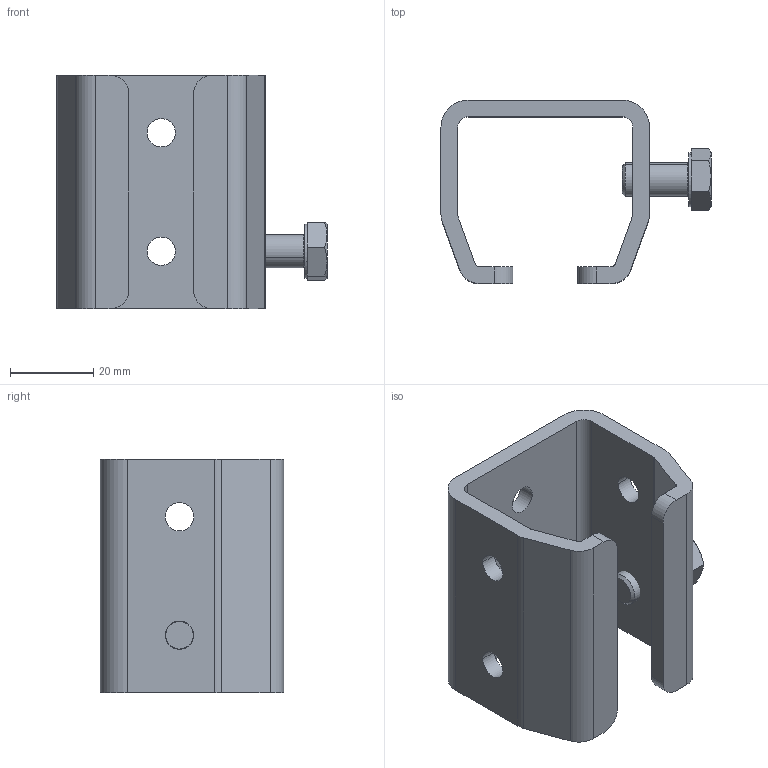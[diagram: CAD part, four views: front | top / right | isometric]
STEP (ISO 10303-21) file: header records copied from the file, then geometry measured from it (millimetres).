
FILE_DESCRIPTION (( 'STEP AP203' ), '1' );
FILE_NAME ('1.23.B50.STEP', '2016-11-18T08:01:51', ( '' ), ( '' ), 'SwSTEP 2.0', 'SolidWorks 2016', '' );
FILE_SCHEMA (( 'CONFIG_CONTROL_DESIGN' ));
Length unit declared in the file: millimetre
Products named in the file (1): 1.23.B50
Bounding box: 64.77 x 44 x 56 mm (x, y, z)
Volume: 32687.5 mm3; surface area: 18545.5 mm2
Topology: 2 solids, 2 shells, 75 faces, 192 edges, 122 vertices
Faces by surface type: plane 33, cylinder 32, cone 8, torus 2
Entity records: 2425 total; most frequent: CARTESIAN_POINT 458, DIRECTION 412, ORIENTED_EDGE 384, EDGE_CURVE 192, AXIS2_PLACEMENT_3D 156, VERTEX_POINT 122, LINE 100, VECTOR 100
